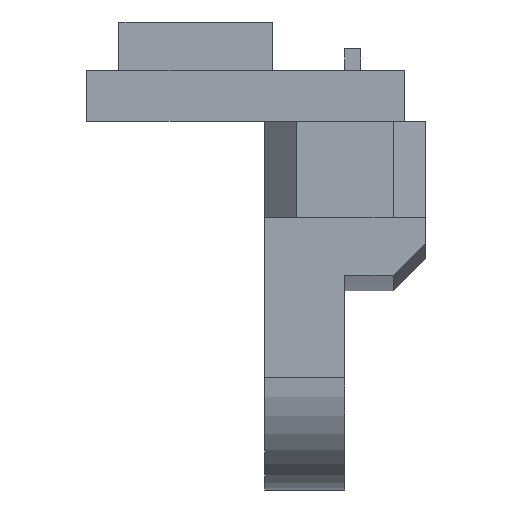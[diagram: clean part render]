
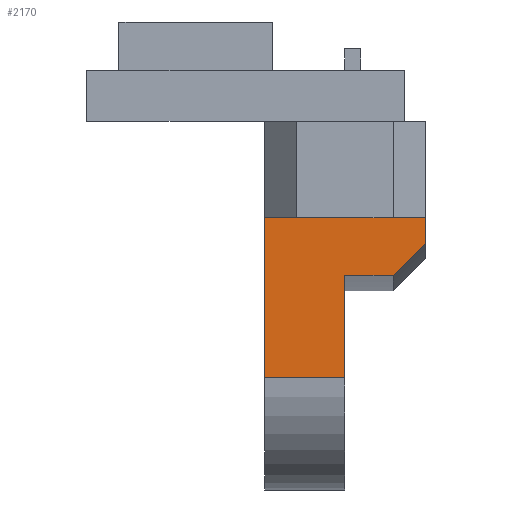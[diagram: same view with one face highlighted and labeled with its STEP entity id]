
A CAD part, left-side view. The second image highlights one B-rep face of the part: STEP entity #2170.
In plain terms, the highlighted planar face has unit normal (-1, 0, 0).
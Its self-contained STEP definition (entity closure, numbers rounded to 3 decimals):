
#157=LINE('',#3058,#425);
#175=LINE('',#3098,#443);
#176=LINE('',#3103,#444);
#179=LINE('',#3112,#447);
#180=LINE('',#3114,#448);
#181=LINE('',#3115,#449);
#425=VECTOR('',#2481,10.);
#443=VECTOR('',#2515,10.);
#444=VECTOR('',#2522,10.);
#447=VECTOR('',#2531,10.);
#448=VECTOR('',#2532,10.);
#449=VECTOR('',#2533,10.);
#690=PLANE('',#2325);
#800=FACE_OUTER_BOUND('',#920,.T.);
#920=EDGE_LOOP('',(#1640,#1641,#1642,#1643,#1644,#1645,#1646));
#1075=(
BOUNDED_CURVE()
B_SPLINE_CURVE(2,(#3037,#3038,#3039),.UNSPECIFIED.,.F.,.F.)
B_SPLINE_CURVE_WITH_KNOTS((3,3),(0.,0.144),.UNSPECIFIED.)
CURVE()
GEOMETRIC_REPRESENTATION_ITEM()
RATIONAL_B_SPLINE_CURVE((1.,1.,1.))
REPRESENTATION_ITEM('')
);
#1087=VERTEX_POINT('',#3035);
#1088=VERTEX_POINT('',#3036);
#1095=VERTEX_POINT('',#3056);
#1109=VERTEX_POINT('',#3097);
#1110=VERTEX_POINT('',#3101);
#1113=VERTEX_POINT('',#3111);
#1114=VERTEX_POINT('',#3113);
#1285=EDGE_CURVE('',#1087,#1088,#1075,.T.);
#1294=EDGE_CURVE('',#1095,#1087,#157,.T.);
#1314=EDGE_CURVE('',#1109,#1088,#175,.T.);
#1317=EDGE_CURVE('',#1110,#1109,#176,.T.);
#1321=EDGE_CURVE('',#1095,#1113,#179,.T.);
#1322=EDGE_CURVE('',#1114,#1113,#180,.T.);
#1323=EDGE_CURVE('',#1110,#1114,#181,.T.);
#1640=ORIENTED_EDGE('',*,*,#1285,.F.);
#1641=ORIENTED_EDGE('',*,*,#1294,.F.);
#1642=ORIENTED_EDGE('',*,*,#1321,.T.);
#1643=ORIENTED_EDGE('',*,*,#1322,.F.);
#1644=ORIENTED_EDGE('',*,*,#1323,.F.);
#1645=ORIENTED_EDGE('',*,*,#1317,.T.);
#1646=ORIENTED_EDGE('',*,*,#1314,.T.);
#2170=ADVANCED_FACE('',(#800),#690,.T.);
#2325=AXIS2_PLACEMENT_3D('',#3110,#2529,#2530);
#2481=DIRECTION('',(0.,0.,-1.));
#2515=DIRECTION('',(0.,-1.,0.));
#2522=DIRECTION('',(0.,0.,1.));
#2529=DIRECTION('center_axis',(-1.,0.,0.));
#2530=DIRECTION('ref_axis',(0.,0.,1.));
#2531=DIRECTION('',(0.,1.,0.));
#2532=DIRECTION('',(0.,0.,1.));
#2533=DIRECTION('',(0.,1.,0.));
#3035=CARTESIAN_POINT('',(-11.,0.,70.597));
#3036=CARTESIAN_POINT('',(-11.,1.,69.592));
#3037=CARTESIAN_POINT('Ctrl Pts',(-11.,0.,70.597));
#3038=CARTESIAN_POINT('Ctrl Pts',(-11.,0.498,70.097));
#3039=CARTESIAN_POINT('Ctrl Pts',(-11.,1.,69.592));
#3056=CARTESIAN_POINT('',(-11.,0.,71.391));
#3058=CARTESIAN_POINT('',(-11.,0.,71.391));
#3097=CARTESIAN_POINT('',(-11.,2.5,69.592));
#3098=CARTESIAN_POINT('',(-11.,0.,69.592));
#3101=CARTESIAN_POINT('',(-11.,2.5,66.391));
#3103=CARTESIAN_POINT('',(-11.,2.5,66.316));
#3110=CARTESIAN_POINT('Origin',(-11.,0.,66.391));
#3111=CARTESIAN_POINT('',(-11.,5.,71.391));
#3112=CARTESIAN_POINT('',(-11.,0.,71.391));
#3113=CARTESIAN_POINT('',(-11.,5.,66.391));
#3114=CARTESIAN_POINT('',(-11.,5.,71.391));
#3115=CARTESIAN_POINT('',(-11.,0.,66.391));
